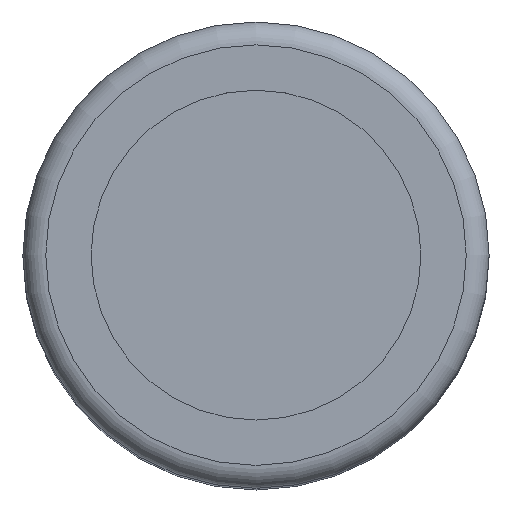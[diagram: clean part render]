
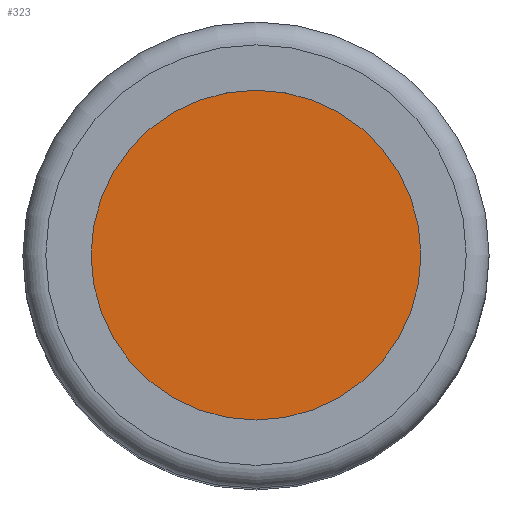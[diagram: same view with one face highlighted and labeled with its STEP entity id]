
A CAD part, top view. The second image highlights one B-rep face of the part: STEP entity #323.
In plain terms, the highlighted planar face has unit normal (0, 0, 1).
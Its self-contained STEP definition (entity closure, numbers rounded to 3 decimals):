
#35=PLANE('',#394);
#59=FACE_OUTER_BOUND('',#88,.T.);
#88=EDGE_LOOP('',(#278));
#141=CIRCLE('',#392,1.8);
#167=VERTEX_POINT('',#604);
#204=EDGE_CURVE('',#167,#167,#141,.T.);
#278=ORIENTED_EDGE('',*,*,#204,.T.);
#323=ADVANCED_FACE('',(#59),#35,.T.);
#392=AXIS2_PLACEMENT_3D('',#605,#498,#499);
#394=AXIS2_PLACEMENT_3D('',#609,#503,#504);
#498=DIRECTION('center_axis',(0.,0.,1.));
#499=DIRECTION('ref_axis',(-1.,0.,0.));
#503=DIRECTION('center_axis',(0.,0.,1.));
#504=DIRECTION('ref_axis',(-1.,0.,0.));
#604=CARTESIAN_POINT('',(1.8,0.,11.4));
#605=CARTESIAN_POINT('Origin',(0.,0.,11.4));
#609=CARTESIAN_POINT('Origin',(0.,0.,11.4));
